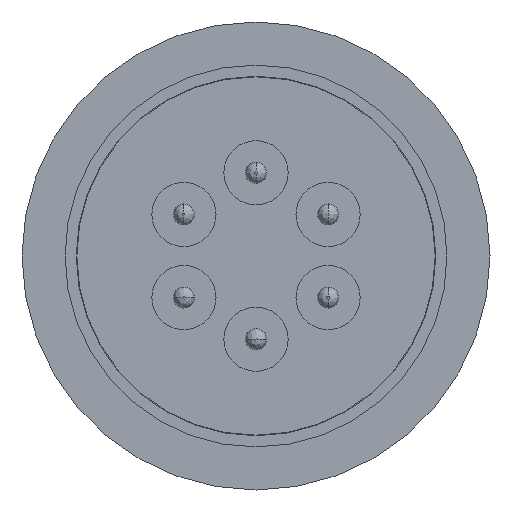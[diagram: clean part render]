
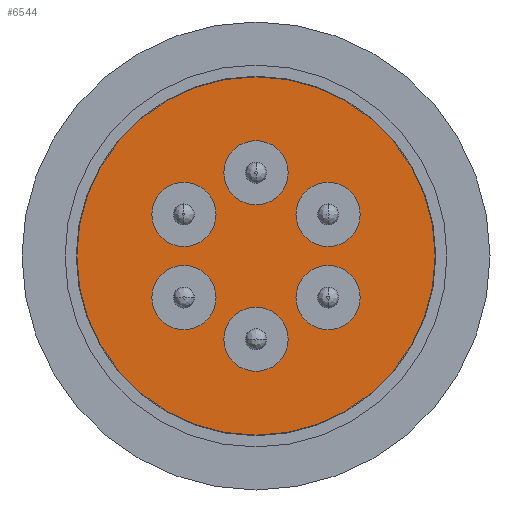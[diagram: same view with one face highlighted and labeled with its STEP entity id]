
A CAD part, front view. The second image highlights one B-rep face of the part: STEP entity #6544.
In plain terms, the highlighted planar face has unit normal (0, -1, 0).
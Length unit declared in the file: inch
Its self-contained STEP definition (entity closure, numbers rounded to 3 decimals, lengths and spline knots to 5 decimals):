
#335 = CIRCLE ( 'NONE', #3289, 0.4785 ) ;
#336 = CIRCLE ( 'NONE', #3290, 0.08575 ) ;
#337 = CIRCLE ( 'NONE', #3291, 0.08575 ) ;
#338 = CIRCLE ( 'NONE', #3292, 0.08575 ) ;
#339 = CIRCLE ( 'NONE', #3293, 0.08575 ) ;
#340 = CIRCLE ( 'NONE', #3294, 0.08575 ) ;
#341 = CIRCLE ( 'NONE', #3295, 0.08575 ) ;
#404 = CIRCLE ( 'NONE', #3325, 0.08575 ) ;
#410 = CIRCLE ( 'NONE', #3327, 0.08575 ) ;
#416 = CIRCLE ( 'NONE', #3329, 0.08575 ) ;
#422 = CIRCLE ( 'NONE', #3333, 0.08575 ) ;
#428 = CIRCLE ( 'NONE', #3339, 0.08575 ) ;
#433 = CIRCLE ( 'NONE', #3344, 0.08575 ) ;
#434 = CIRCLE ( 'NONE', #3346, 0.4785 ) ;
#2146 = EDGE_CURVE ( 'NONE', #4738, #4739, #434, .T. ) ;
#2148 = EDGE_CURVE ( 'NONE', #4734, #4736, #433, .T. ) ;
#2152 = EDGE_CURVE ( 'NONE', #4743, #4744, #428, .T. ) ;
#2156 = EDGE_CURVE ( 'NONE', #4753, #4754, #422, .T. ) ;
#2160 = EDGE_CURVE ( 'NONE', #4758, #4760, #416, .T. ) ;
#2164 = EDGE_CURVE ( 'NONE', #4763, #4765, #410, .T. ) ;
#2168 = EDGE_CURVE ( 'NONE', #4772, #4774, #404, .T. ) ;
#2224 = EDGE_CURVE ( 'NONE', #4774, #4772, #341, .T. ) ;
#2225 = EDGE_CURVE ( 'NONE', #4765, #4763, #340, .T. ) ;
#2226 = EDGE_CURVE ( 'NONE', #4760, #4758, #339, .T. ) ;
#2227 = EDGE_CURVE ( 'NONE', #4754, #4753, #338, .T. ) ;
#2228 = EDGE_CURVE ( 'NONE', #4744, #4743, #337, .T. ) ;
#2229 = EDGE_CURVE ( 'NONE', #4736, #4734, #336, .T. ) ;
#2230 = EDGE_CURVE ( 'NONE', #4739, #4738, #335, .T. ) ;
#2826 = EDGE_LOOP ( 'NONE', ( #2925, #2924 ) ) ;
#2831 = EDGE_LOOP ( 'NONE', ( #2978, #2920 ) ) ;
#2833 = EDGE_LOOP ( 'NONE', ( #2991, #2989 ) ) ;
#2844 = EDGE_LOOP ( 'NONE', ( #2982, #2980 ) ) ;
#2848 = EDGE_LOOP ( 'NONE', ( #2929, #2928 ) ) ;
#2857 = EDGE_LOOP ( 'NONE', ( #2988, #2987 ) ) ;
#2876 = EDGE_LOOP ( 'NONE', ( #2931, #2930 ) ) ;
#2920 = ORIENTED_EDGE ( 'NONE', *, *, #2146, .F. ) ;
#2924 = ORIENTED_EDGE ( 'NONE', *, *, #2224, .F. ) ;
#2925 = ORIENTED_EDGE ( 'NONE', *, *, #2168, .F. ) ;
#2928 = ORIENTED_EDGE ( 'NONE', *, *, #2225, .F. ) ;
#2929 = ORIENTED_EDGE ( 'NONE', *, *, #2164, .F. ) ;
#2930 = ORIENTED_EDGE ( 'NONE', *, *, #2226, .F. ) ;
#2931 = ORIENTED_EDGE ( 'NONE', *, *, #2160, .F. ) ;
#2978 = ORIENTED_EDGE ( 'NONE', *, *, #2230, .F. ) ;
#2980 = ORIENTED_EDGE ( 'NONE', *, *, #2227, .F. ) ;
#2982 = ORIENTED_EDGE ( 'NONE', *, *, #2156, .F. ) ;
#2987 = ORIENTED_EDGE ( 'NONE', *, *, #2228, .F. ) ;
#2988 = ORIENTED_EDGE ( 'NONE', *, *, #2152, .F. ) ;
#2989 = ORIENTED_EDGE ( 'NONE', *, *, #2229, .F. ) ;
#2991 = ORIENTED_EDGE ( 'NONE', *, *, #2148, .F. ) ;
#3289 = AXIS2_PLACEMENT_3D ( 'NONE', #6924, #6923, #6922 ) ;
#3290 = AXIS2_PLACEMENT_3D ( 'NONE', #6927, #6926, #6925 ) ;
#3291 = AXIS2_PLACEMENT_3D ( 'NONE', #6930, #6929, #6928 ) ;
#3292 = AXIS2_PLACEMENT_3D ( 'NONE', #6933, #6932, #6931 ) ;
#3293 = AXIS2_PLACEMENT_3D ( 'NONE', #6936, #6935, #6934 ) ;
#3294 = AXIS2_PLACEMENT_3D ( 'NONE', #6939, #6938, #6937 ) ;
#3295 = AXIS2_PLACEMENT_3D ( 'NONE', #6942, #6941, #6940 ) ;
#3325 = AXIS2_PLACEMENT_3D ( 'NONE', #8021, #8020, #8019 ) ;
#3327 = AXIS2_PLACEMENT_3D ( 'NONE', #8034, #8033, #8032 ) ;
#3329 = AXIS2_PLACEMENT_3D ( 'NONE', #8045, #8044, #8043 ) ;
#3333 = AXIS2_PLACEMENT_3D ( 'NONE', #8055, #8054, #8053 ) ;
#3339 = AXIS2_PLACEMENT_3D ( 'NONE', #8066, #8065, #8064 ) ;
#3344 = AXIS2_PLACEMENT_3D ( 'NONE', #8079, #8077, #8076 ) ;
#3346 = AXIS2_PLACEMENT_3D ( 'NONE', #8086, #8085, #8084 ) ;
#4734 = VERTEX_POINT ( 'NONE', #5940 ) ;
#4736 = VERTEX_POINT ( 'NONE', #5942 ) ;
#4738 = VERTEX_POINT ( 'NONE', #5944 ) ;
#4739 = VERTEX_POINT ( 'NONE', #5945 ) ;
#4743 = VERTEX_POINT ( 'NONE', #5949 ) ;
#4744 = VERTEX_POINT ( 'NONE', #5950 ) ;
#4753 = VERTEX_POINT ( 'NONE', #5959 ) ;
#4754 = VERTEX_POINT ( 'NONE', #5960 ) ;
#4758 = VERTEX_POINT ( 'NONE', #5964 ) ;
#4760 = VERTEX_POINT ( 'NONE', #5966 ) ;
#4763 = VERTEX_POINT ( 'NONE', #5969 ) ;
#4765 = VERTEX_POINT ( 'NONE', #5971 ) ;
#4772 = VERTEX_POINT ( 'NONE', #5978 ) ;
#4774 = VERTEX_POINT ( 'NONE', #5980 ) ;
#5940 = CARTESIAN_POINT ( 'NONE',  ( -0.21743, 0.05531, 0.02541 ) ) ;
#5942 = CARTESIAN_POINT ( 'NONE',  ( -0.21743, 0.05531, 0.19691 ) ) ;
#5944 = CARTESIAN_POINT ( 'NONE',  ( -0.0249, 0.05531, 0.4785 ) ) ;
#5945 = CARTESIAN_POINT ( 'NONE',  ( -0.0249, 0.05531, -0.4785 ) ) ;
#5949 = CARTESIAN_POINT ( 'NONE',  ( 0.16763, 0.05531, 0.02541 ) ) ;
#5950 = CARTESIAN_POINT ( 'NONE',  ( 0.16763, 0.05531, 0.19691 ) ) ;
#5959 = CARTESIAN_POINT ( 'NONE',  ( -0.0249, 0.05531, -0.30806 ) ) ;
#5960 = CARTESIAN_POINT ( 'NONE',  ( -0.0249, 0.05531, -0.13656 ) ) ;
#5964 = CARTESIAN_POINT ( 'NONE',  ( -0.21743, 0.05531, -0.19691 ) ) ;
#5966 = CARTESIAN_POINT ( 'NONE',  ( -0.21743, 0.05531, -0.02541 ) ) ;
#5969 = CARTESIAN_POINT ( 'NONE',  ( 0.16763, 0.05531, -0.19691 ) ) ;
#5971 = CARTESIAN_POINT ( 'NONE',  ( 0.16763, 0.05531, -0.02541 ) ) ;
#5978 = CARTESIAN_POINT ( 'NONE',  ( -0.0249, 0.05531, 0.13656 ) ) ;
#5980 = CARTESIAN_POINT ( 'NONE',  ( -0.0249, 0.05531, 0.30806 ) ) ;
#6108 = DIRECTION ( 'NONE',  ( 0., 1., 0. ) ) ;
#6110 = PLANE ( 'NONE',  #7413 ) ;
#6112 = CARTESIAN_POINT ( 'NONE',  ( -0.0249, 0.05531, 0. ) ) ;
#6113 = DIRECTION ( 'NONE',  ( 0., 0., 1. ) ) ;
#6544 = ADVANCED_FACE ( 'NONE', ( #8531, #8515, #8512, #8516, #8511, #8507, #8514 ), #6110, .F. ) ;
#6922 = DIRECTION ( 'NONE',  ( 0., 0., -1. ) ) ;
#6923 = DIRECTION ( 'NONE',  ( 0., 1., 0. ) ) ;
#6924 = CARTESIAN_POINT ( 'NONE',  ( -0.0249, 0.05531, 0. ) ) ;
#6925 = DIRECTION ( 'NONE',  ( 0., 0., -1. ) ) ;
#6926 = DIRECTION ( 'NONE',  ( 0., -1., 0. ) ) ;
#6927 = CARTESIAN_POINT ( 'NONE',  ( -0.21743, 0.05531, 0.11116 ) ) ;
#6928 = DIRECTION ( 'NONE',  ( 0., 0., -1. ) ) ;
#6929 = DIRECTION ( 'NONE',  ( 0., -1., 0. ) ) ;
#6930 = CARTESIAN_POINT ( 'NONE',  ( 0.16763, 0.05531, 0.11116 ) ) ;
#6931 = DIRECTION ( 'NONE',  ( 0., 0., -1. ) ) ;
#6932 = DIRECTION ( 'NONE',  ( 0., -1., 0. ) ) ;
#6933 = CARTESIAN_POINT ( 'NONE',  ( -0.0249, 0.05531, -0.22231 ) ) ;
#6934 = DIRECTION ( 'NONE',  ( 0., 0., -1. ) ) ;
#6935 = DIRECTION ( 'NONE',  ( 0., -1., 0. ) ) ;
#6936 = CARTESIAN_POINT ( 'NONE',  ( -0.21743, 0.05531, -0.11116 ) ) ;
#6937 = DIRECTION ( 'NONE',  ( 0., 0., -1. ) ) ;
#6938 = DIRECTION ( 'NONE',  ( 0., -1., 0. ) ) ;
#6939 = CARTESIAN_POINT ( 'NONE',  ( 0.16763, 0.05531, -0.11116 ) ) ;
#6940 = DIRECTION ( 'NONE',  ( 0., 0., -1. ) ) ;
#6941 = DIRECTION ( 'NONE',  ( 0., -1., 0. ) ) ;
#6942 = CARTESIAN_POINT ( 'NONE',  ( -0.0249, 0.05531, 0.22231 ) ) ;
#7413 = AXIS2_PLACEMENT_3D ( 'NONE', #6112, #6108, #6113 ) ;
#8019 = DIRECTION ( 'NONE',  ( 0., 0., -1. ) ) ;
#8020 = DIRECTION ( 'NONE',  ( 0., -1., 0. ) ) ;
#8021 = CARTESIAN_POINT ( 'NONE',  ( -0.0249, 0.05531, 0.22231 ) ) ;
#8032 = DIRECTION ( 'NONE',  ( 0., 0., -1. ) ) ;
#8033 = DIRECTION ( 'NONE',  ( 0., -1., 0. ) ) ;
#8034 = CARTESIAN_POINT ( 'NONE',  ( 0.16763, 0.05531, -0.11116 ) ) ;
#8043 = DIRECTION ( 'NONE',  ( 0., 0., -1. ) ) ;
#8044 = DIRECTION ( 'NONE',  ( 0., -1., 0. ) ) ;
#8045 = CARTESIAN_POINT ( 'NONE',  ( -0.21743, 0.05531, -0.11116 ) ) ;
#8053 = DIRECTION ( 'NONE',  ( 0., 0., -1. ) ) ;
#8054 = DIRECTION ( 'NONE',  ( 0., -1., 0. ) ) ;
#8055 = CARTESIAN_POINT ( 'NONE',  ( -0.0249, 0.05531, -0.22231 ) ) ;
#8064 = DIRECTION ( 'NONE',  ( 0., 0., -1. ) ) ;
#8065 = DIRECTION ( 'NONE',  ( 0., -1., 0. ) ) ;
#8066 = CARTESIAN_POINT ( 'NONE',  ( 0.16763, 0.05531, 0.11116 ) ) ;
#8076 = DIRECTION ( 'NONE',  ( 0., 0., -1. ) ) ;
#8077 = DIRECTION ( 'NONE',  ( 0., -1., 0. ) ) ;
#8079 = CARTESIAN_POINT ( 'NONE',  ( -0.21743, 0.05531, 0.11116 ) ) ;
#8084 = DIRECTION ( 'NONE',  ( 0., 0., -1. ) ) ;
#8085 = DIRECTION ( 'NONE',  ( 0., 1., 0. ) ) ;
#8086 = CARTESIAN_POINT ( 'NONE',  ( -0.0249, 0.05531, 0. ) ) ;
#8507 = FACE_BOUND ( 'NONE', #2848, .T. ) ;
#8511 = FACE_BOUND ( 'NONE', #2876, .T. ) ;
#8512 = FACE_BOUND ( 'NONE', #2844, .T. ) ;
#8514 = FACE_BOUND ( 'NONE', #2826, .T. ) ;
#8515 = FACE_BOUND ( 'NONE', #2857, .T. ) ;
#8516 = FACE_OUTER_BOUND ( 'NONE', #2831, .T. ) ;
#8531 = FACE_BOUND ( 'NONE', #2833, .T. ) ;
